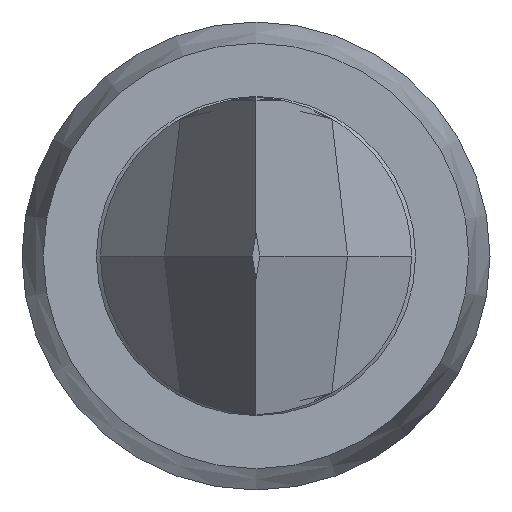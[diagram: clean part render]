
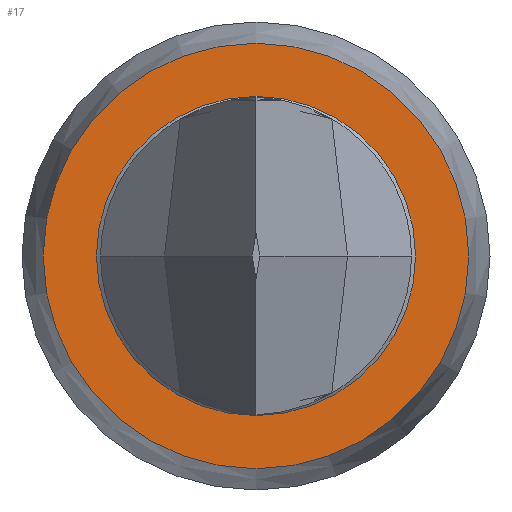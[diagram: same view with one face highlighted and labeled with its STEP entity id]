
A CAD part, left-side view. The second image highlights one B-rep face of the part: STEP entity #17.
In plain terms, the highlighted planar face has unit normal (-1, 0, 0).
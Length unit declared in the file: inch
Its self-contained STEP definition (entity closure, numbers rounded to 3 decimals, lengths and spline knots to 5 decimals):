
#14 = AXIS2_PLACEMENT_3D ( 'NONE', #259, #52, #261 ) ;
#17 = ADVANCED_FACE ( 'NONE', ( #499, #310 ), #242, .T. ) ;
#22 = CARTESIAN_POINT ( 'NONE',  ( 0., 0., 0.0105 ) ) ;
#39 = EDGE_LOOP ( 'NONE', ( #524 ) ) ;
#52 = DIRECTION ( 'NONE',  ( 1., 0., 0. ) ) ;
#75 = EDGE_LOOP ( 'NONE', ( #256 ) ) ;
#101 = VERTEX_POINT ( 'NONE', #416 ) ;
#186 = DIRECTION ( 'NONE',  ( 0., 0., 1. ) ) ;
#242 = PLANE ( 'NONE',  #393 ) ;
#248 = CARTESIAN_POINT ( 'NONE',  ( 0., 0., 0. ) ) ;
#256 = ORIENTED_EDGE ( 'NONE', *, *, #577, .F. ) ;
#259 = CARTESIAN_POINT ( 'NONE',  ( 0., 0., 0. ) ) ;
#261 = DIRECTION ( 'NONE',  ( 0., 0., -1. ) ) ;
#310 = FACE_OUTER_BOUND ( 'NONE', #39, .T. ) ;
#362 = CIRCLE ( 'NONE', #14, 0.014 ) ;
#393 = AXIS2_PLACEMENT_3D ( 'NONE', #833, #431, #504 ) ;
#414 = VERTEX_POINT ( 'NONE', #22 ) ;
#416 = CARTESIAN_POINT ( 'NONE',  ( 0., 0., -0.014 ) ) ;
#431 = DIRECTION ( 'NONE',  ( -1., 0., 0. ) ) ;
#499 = FACE_BOUND ( 'NONE', #75, .T. ) ;
#504 = DIRECTION ( 'NONE',  ( 0., 0., 1. ) ) ;
#519 = CIRCLE ( 'NONE', #827, 0.0105 ) ;
#524 = ORIENTED_EDGE ( 'NONE', *, *, #709, .F. ) ;
#577 = EDGE_CURVE ( 'NONE', #414, #414, #519, .T. ) ;
#709 = EDGE_CURVE ( 'NONE', #101, #101, #362, .T. ) ;
#713 = DIRECTION ( 'NONE',  ( -1., 0., 0. ) ) ;
#827 = AXIS2_PLACEMENT_3D ( 'NONE', #248, #713, #186 ) ;
#833 = CARTESIAN_POINT ( 'NONE',  ( 0., 0.014, 0. ) ) ;
